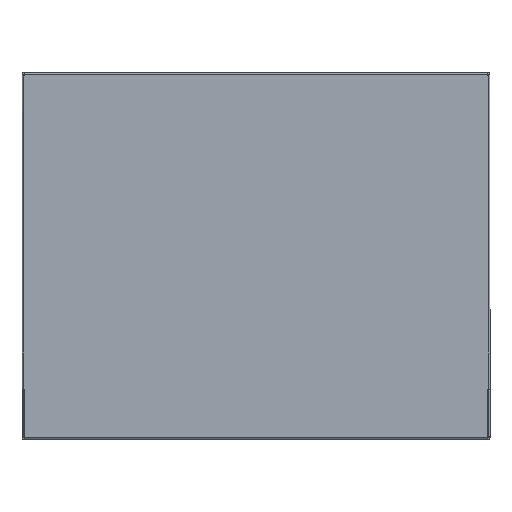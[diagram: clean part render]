
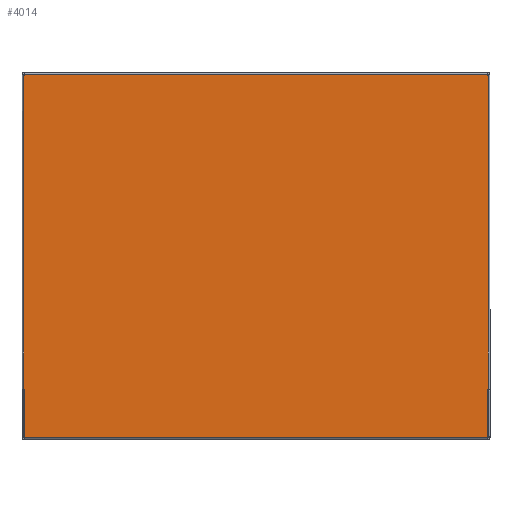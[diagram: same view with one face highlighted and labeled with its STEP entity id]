
A CAD part, top view. The second image highlights one B-rep face of the part: STEP entity #4014.
In plain terms, the highlighted planar face has unit normal (0, 0, 1).
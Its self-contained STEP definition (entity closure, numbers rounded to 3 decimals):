
#52 = DIRECTION ( 'NONE',  ( 1., 0., 0. ) ) ;
#57 = LINE ( 'NONE', #5001, #2087 ) ;
#63 = VECTOR ( 'NONE', #5186, 1000. ) ;
#83 = VECTOR ( 'NONE', #893, 1000. ) ;
#93 = VERTEX_POINT ( 'NONE', #4370 ) ;
#164 = EDGE_CURVE ( 'NONE', #1047, #1053, #4008, .T. ) ;
#165 = DIRECTION ( 'NONE',  ( 1., 0., 0. ) ) ;
#191 = LINE ( 'NONE', #3937, #3507 ) ;
#208 = VECTOR ( 'NONE', #627, 1000. ) ;
#251 = CARTESIAN_POINT ( 'NONE',  ( 116.7, -67.3, 44.45 ) ) ;
#318 = VERTEX_POINT ( 'NONE', #2304 ) ;
#367 = ORIENTED_EDGE ( 'NONE', *, *, #1740, .T. ) ;
#407 = DIRECTION ( 'NONE',  ( -1., 0., 0. ) ) ;
#444 = CARTESIAN_POINT ( 'NONE',  ( 116.3, -91.7, 44.45 ) ) ;
#461 = LINE ( 'NONE', #690, #208 ) ;
#464 = CARTESIAN_POINT ( 'NONE',  ( 116.3, -91.7, 44.45 ) ) ;
#480 = CARTESIAN_POINT ( 'NONE',  ( -116.3, -91.7, 44.45 ) ) ;
#513 = CARTESIAN_POINT ( 'NONE',  ( 0., 90.1, 44.45 ) ) ;
#521 = DIRECTION ( 'NONE',  ( 0., 1., 0. ) ) ;
#627 = DIRECTION ( 'NONE',  ( 0., 1., 0. ) ) ;
#690 = CARTESIAN_POINT ( 'NONE',  ( 116.7, 90.8, 44.45 ) ) ;
#696 = VECTOR ( 'NONE', #1674, 1000. ) ;
#813 = DIRECTION ( 'NONE',  ( 0., 1., 0. ) ) ;
#860 = CARTESIAN_POINT ( 'NONE',  ( 116.3, -67.3, 44.45 ) ) ;
#893 = DIRECTION ( 'NONE',  ( -1., 0., 0. ) ) ;
#941 = CARTESIAN_POINT ( 'NONE',  ( 116.7, 90.1, 44.45 ) ) ;
#1035 = VERTEX_POINT ( 'NONE', #3650 ) ;
#1047 = VERTEX_POINT ( 'NONE', #4506 ) ;
#1053 = VERTEX_POINT ( 'NONE', #1898 ) ;
#1096 = VERTEX_POINT ( 'NONE', #480 ) ;
#1119 = VECTOR ( 'NONE', #1183, 1000. ) ;
#1170 = VERTEX_POINT ( 'NONE', #860 ) ;
#1183 = DIRECTION ( 'NONE',  ( 0., -1., 0. ) ) ;
#1246 = LINE ( 'NONE', #5579, #63 ) ;
#1381 = LINE ( 'NONE', #5637, #1119 ) ;
#1416 = EDGE_CURVE ( 'NONE', #1035, #318, #57, .T. ) ;
#1418 = VERTEX_POINT ( 'NONE', #941 ) ;
#1538 = EDGE_CURVE ( 'NONE', #2528, #1418, #461, .T. ) ;
#1548 = AXIS2_PLACEMENT_3D ( 'NONE', #4926, #4081, #5414 ) ;
#1634 = ORIENTED_EDGE ( 'NONE', *, *, #2690, .F. ) ;
#1674 = DIRECTION ( 'NONE',  ( -1., 0., 0. ) ) ;
#1740 = EDGE_CURVE ( 'NONE', #5611, #1053, #1246, .T. ) ;
#1749 = EDGE_CURVE ( 'NONE', #1170, #5093, #1381, .T. ) ;
#1769 = ORIENTED_EDGE ( 'NONE', *, *, #1538, .T. ) ;
#1838 = ORIENTED_EDGE ( 'NONE', *, *, #3194, .T. ) ;
#1898 = CARTESIAN_POINT ( 'NONE',  ( -116.7, -67.3, 44.45 ) ) ;
#1941 = LINE ( 'NONE', #2151, #2629 ) ;
#2087 = VECTOR ( 'NONE', #2416, 1000. ) ;
#2151 = CARTESIAN_POINT ( 'NONE',  ( 0., -67.3, 44.45 ) ) ;
#2304 = CARTESIAN_POINT ( 'NONE',  ( 116.4, 90.1, 44.45 ) ) ;
#2377 = VECTOR ( 'NONE', #52, 1000. ) ;
#2385 = EDGE_CURVE ( 'NONE', #1035, #3783, #4334, .T. ) ;
#2401 = EDGE_CURVE ( 'NONE', #5611, #93, #5158, .T. ) ;
#2405 = PLANE ( 'NONE',  #1548 ) ;
#2416 = DIRECTION ( 'NONE',  ( 0., -1., 0. ) ) ;
#2509 = LINE ( 'NONE', #444, #2377 ) ;
#2518 = ORIENTED_EDGE ( 'NONE', *, *, #1749, .F. ) ;
#2528 = VERTEX_POINT ( 'NONE', #251 ) ;
#2629 = VECTOR ( 'NONE', #407, 1000. ) ;
#2690 = EDGE_CURVE ( 'NONE', #2528, #1170, #1941, .T. ) ;
#2750 = CARTESIAN_POINT ( 'NONE',  ( -116.4, 0., 44.45 ) ) ;
#2980 = CARTESIAN_POINT ( 'NONE',  ( 0., 90.1, 44.45 ) ) ;
#2998 = VECTOR ( 'NONE', #521, 1000. ) ;
#3013 = ORIENTED_EDGE ( 'NONE', *, *, #164, .F. ) ;
#3042 = EDGE_CURVE ( 'NONE', #318, #1418, #5721, .T. ) ;
#3194 = EDGE_CURVE ( 'NONE', #1096, #5093, #2509, .T. ) ;
#3408 = LINE ( 'NONE', #2750, #2998 ) ;
#3507 = VECTOR ( 'NONE', #813, 1000. ) ;
#3650 = CARTESIAN_POINT ( 'NONE',  ( 116.4, 90.8, 44.45 ) ) ;
#3715 = ORIENTED_EDGE ( 'NONE', *, *, #1416, .F. ) ;
#3783 = VERTEX_POINT ( 'NONE', #4383 ) ;
#3824 = EDGE_CURVE ( 'NONE', #1096, #1047, #191, .T. ) ;
#3857 = VECTOR ( 'NONE', #4935, 1000. ) ;
#3937 = CARTESIAN_POINT ( 'NONE',  ( -116.3, -93.989, 44.45 ) ) ;
#4008 = LINE ( 'NONE', #5278, #83 ) ;
#4014 = ADVANCED_FACE ( 'NONE', ( #4450 ), #2405, .T. ) ;
#4081 = DIRECTION ( 'NONE',  ( 0., 0., 1. ) ) ;
#4202 = ORIENTED_EDGE ( 'NONE', *, *, #2385, .T. ) ;
#4254 = ORIENTED_EDGE ( 'NONE', *, *, #2401, .F. ) ;
#4309 = CARTESIAN_POINT ( 'NONE',  ( 0., 90.8, 44.45 ) ) ;
#4334 = LINE ( 'NONE', #4309, #696 ) ;
#4370 = CARTESIAN_POINT ( 'NONE',  ( -116.4, 90.1, 44.45 ) ) ;
#4383 = CARTESIAN_POINT ( 'NONE',  ( -116.4, 90.8, 44.45 ) ) ;
#4450 = FACE_OUTER_BOUND ( 'NONE', #4877, .T. ) ;
#4506 = CARTESIAN_POINT ( 'NONE',  ( -116.3, -67.3, 44.45 ) ) ;
#4517 = ORIENTED_EDGE ( 'NONE', *, *, #3042, .F. ) ;
#4558 = VECTOR ( 'NONE', #165, 1000. ) ;
#4877 = EDGE_LOOP ( 'NONE', ( #1634, #1769, #4517, #3715, #4202, #5106, #4254, #367, #3013, #5090, #1838, #2518 ) ) ;
#4896 = CARTESIAN_POINT ( 'NONE',  ( -116.7, 90.1, 44.45 ) ) ;
#4926 = CARTESIAN_POINT ( 'NONE',  ( 0., 0., 44.45 ) ) ;
#4935 = DIRECTION ( 'NONE',  ( 1., 0., 0. ) ) ;
#5001 = CARTESIAN_POINT ( 'NONE',  ( 116.4, 0., 44.45 ) ) ;
#5090 = ORIENTED_EDGE ( 'NONE', *, *, #3824, .F. ) ;
#5093 = VERTEX_POINT ( 'NONE', #464 ) ;
#5106 = ORIENTED_EDGE ( 'NONE', *, *, #5631, .F. ) ;
#5158 = LINE ( 'NONE', #2980, #4558 ) ;
#5186 = DIRECTION ( 'NONE',  ( 0., -1., 0. ) ) ;
#5278 = CARTESIAN_POINT ( 'NONE',  ( 0., -67.3, 44.45 ) ) ;
#5414 = DIRECTION ( 'NONE',  ( 1., 0., 0. ) ) ;
#5579 = CARTESIAN_POINT ( 'NONE',  ( -116.7, -67.3, 44.45 ) ) ;
#5611 = VERTEX_POINT ( 'NONE', #4896 ) ;
#5631 = EDGE_CURVE ( 'NONE', #93, #3783, #3408, .T. ) ;
#5637 = CARTESIAN_POINT ( 'NONE',  ( 116.3, -91.3, 44.45 ) ) ;
#5721 = LINE ( 'NONE', #513, #3857 ) ;
